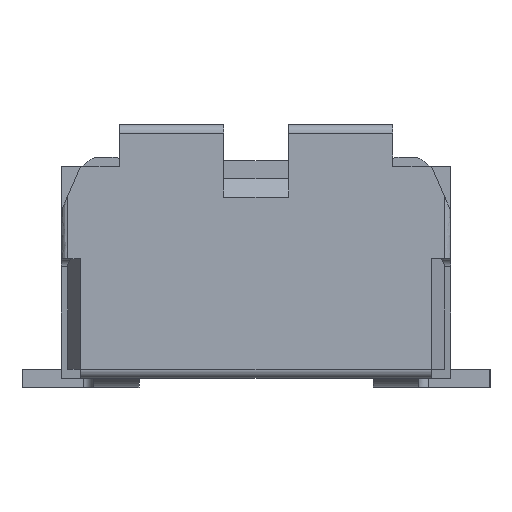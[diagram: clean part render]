
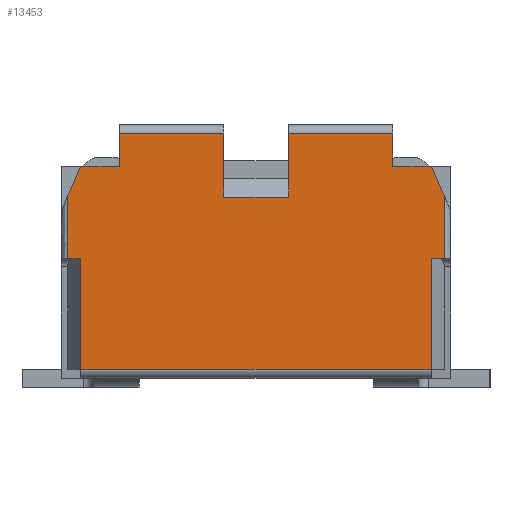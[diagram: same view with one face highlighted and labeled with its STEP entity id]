
A CAD part, left-side view. The second image highlights one B-rep face of the part: STEP entity #13453.
In plain terms, the highlighted planar face has unit normal (-1, 0, 0).
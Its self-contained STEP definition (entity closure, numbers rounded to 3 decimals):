
#1161=FACE_OUTER_BOUND('',#1893,.T.);
#1893=EDGE_LOOP('',(#10694,#10695,#10696,#10697,#10698,#10699,#10700,#10701,
#10702,#10703,#10704,#10705,#10706,#10707,#10708,#10709,#10710,#10711));
#2341=LINE('',#18316,#3863);
#2353=LINE('',#18345,#3875);
#3180=LINE('',#21585,#4702);
#3181=LINE('',#21588,#4703);
#3182=LINE('',#21590,#4704);
#3183=LINE('',#21592,#4705);
#3184=LINE('',#21594,#4706);
#3185=LINE('',#21596,#4707);
#3186=LINE('',#21598,#4708);
#3187=LINE('',#21600,#4709);
#3188=LINE('',#21602,#4710);
#3189=LINE('',#21604,#4711);
#3190=LINE('',#21606,#4712);
#3191=LINE('',#21608,#4713);
#3192=LINE('',#21610,#4714);
#3193=LINE('',#21612,#4715);
#3194=LINE('',#21614,#4716);
#3195=LINE('',#21615,#4717);
#3863=VECTOR('',#14799,1000.);
#3875=VECTOR('',#14817,1000.);
#4702=VECTOR('',#16900,716.717);
#4703=VECTOR('',#16905,716.717);
#4704=VECTOR('',#16906,716.717);
#4705=VECTOR('',#16907,1000.);
#4706=VECTOR('',#16908,716.717);
#4707=VECTOR('',#16909,933.418);
#4708=VECTOR('',#16910,1000.);
#4709=VECTOR('',#16911,716.717);
#4710=VECTOR('',#16912,1000.);
#4711=VECTOR('',#16913,716.717);
#4712=VECTOR('',#16914,1000.);
#4713=VECTOR('',#16915,716.717);
#4714=VECTOR('',#16916,1000.);
#4715=VECTOR('',#16917,933.418);
#4716=VECTOR('',#16918,716.717);
#4717=VECTOR('',#16919,1000.);
#5395=VERTEX_POINT('',#18313);
#5396=VERTEX_POINT('',#18315);
#5409=VERTEX_POINT('',#18342);
#5410=VERTEX_POINT('',#18344);
#6187=VERTEX_POINT('',#21584);
#6188=VERTEX_POINT('',#21589);
#6189=VERTEX_POINT('',#21591);
#6190=VERTEX_POINT('',#21593);
#6191=VERTEX_POINT('',#21595);
#6192=VERTEX_POINT('',#21597);
#6193=VERTEX_POINT('',#21599);
#6194=VERTEX_POINT('',#21601);
#6195=VERTEX_POINT('',#21603);
#6196=VERTEX_POINT('',#21605);
#6197=VERTEX_POINT('',#21607);
#6198=VERTEX_POINT('',#21609);
#6199=VERTEX_POINT('',#21611);
#6200=VERTEX_POINT('',#21613);
#6691=EDGE_CURVE('',#5395,#5396,#2341,.T.);
#6705=EDGE_CURVE('',#5410,#5409,#2353,.T.);
#7869=EDGE_CURVE('',#6187,#5396,#3180,.T.);
#7871=EDGE_CURVE('',#5395,#5410,#3181,.T.);
#7872=EDGE_CURVE('',#6188,#5409,#3182,.T.);
#7873=EDGE_CURVE('',#6188,#6189,#3183,.T.);
#7874=EDGE_CURVE('',#6189,#6190,#3184,.T.);
#7875=EDGE_CURVE('',#6191,#6190,#3185,.T.);
#7876=EDGE_CURVE('',#6192,#6191,#3186,.T.);
#7877=EDGE_CURVE('',#6193,#6192,#3187,.T.);
#7878=EDGE_CURVE('',#6194,#6193,#3188,.T.);
#7879=EDGE_CURVE('',#6194,#6195,#3189,.T.);
#7880=EDGE_CURVE('',#6195,#6196,#3190,.T.);
#7881=EDGE_CURVE('',#6196,#6197,#3191,.T.);
#7882=EDGE_CURVE('',#6197,#6198,#3192,.T.);
#7883=EDGE_CURVE('',#6198,#6199,#3193,.T.);
#7884=EDGE_CURVE('',#6200,#6199,#3194,.T.);
#7885=EDGE_CURVE('',#6187,#6200,#3195,.T.);
#10694=ORIENTED_EDGE('',*,*,#6691,.F.);
#10695=ORIENTED_EDGE('',*,*,#7871,.T.);
#10696=ORIENTED_EDGE('',*,*,#6705,.T.);
#10697=ORIENTED_EDGE('',*,*,#7872,.F.);
#10698=ORIENTED_EDGE('',*,*,#7873,.T.);
#10699=ORIENTED_EDGE('',*,*,#7874,.T.);
#10700=ORIENTED_EDGE('',*,*,#7875,.F.);
#10701=ORIENTED_EDGE('',*,*,#7876,.F.);
#10702=ORIENTED_EDGE('',*,*,#7877,.F.);
#10703=ORIENTED_EDGE('',*,*,#7878,.F.);
#10704=ORIENTED_EDGE('',*,*,#7879,.T.);
#10705=ORIENTED_EDGE('',*,*,#7880,.T.);
#10706=ORIENTED_EDGE('',*,*,#7881,.T.);
#10707=ORIENTED_EDGE('',*,*,#7882,.T.);
#10708=ORIENTED_EDGE('',*,*,#7883,.T.);
#10709=ORIENTED_EDGE('',*,*,#7884,.F.);
#10710=ORIENTED_EDGE('',*,*,#7885,.F.);
#10711=ORIENTED_EDGE('',*,*,#7869,.T.);
#12766=PLANE('',#14381);
#13453=ADVANCED_FACE('',(#1161),#12766,.F.);
#14381=AXIS2_PLACEMENT_3D('',#21587,#16903,#16904);
#14799=DIRECTION('',(0.,0.,1.));
#14817=DIRECTION('',(0.,0.,1.));
#16900=DIRECTION('',(0.,1.,0.));
#16903=DIRECTION('center_axis',(1.,0.,0.));
#16904=DIRECTION('ref_axis',(0.,0.,-1.));
#16905=DIRECTION('',(0.,1.,0.));
#16906=DIRECTION('',(0.,-1.,0.));
#16907=DIRECTION('',(0.,0.,-1.));
#16908=DIRECTION('',(0.,1.,0.));
#16909=DIRECTION('',(0.,-0.395,0.919));
#16910=DIRECTION('',(0.,0.,1.));
#16911=DIRECTION('',(0.,1.,0.));
#16912=DIRECTION('',(0.,0.,1.));
#16913=DIRECTION('',(0.,-1.,0.));
#16914=DIRECTION('',(0.,0.,1.));
#16915=DIRECTION('',(0.,-1.,0.));
#16916=DIRECTION('',(0.,0.,1.));
#16917=DIRECTION('',(0.,0.395,0.919));
#16918=DIRECTION('',(0.,-1.,0.));
#16919=DIRECTION('',(0.,0.,-1.));
#18313=CARTESIAN_POINT('',(-3.75,-0.287,1.05));
#18315=CARTESIAN_POINT('',(-3.75,-0.287,1.4));
#18316=CARTESIAN_POINT('',(-3.75,-0.287,1.05));
#18342=CARTESIAN_POINT('',(-3.75,0.072,1.4));
#18344=CARTESIAN_POINT('',(-3.75,0.072,1.05));
#18345=CARTESIAN_POINT('',(-3.75,0.072,1.05));
#21584=CARTESIAN_POINT('',(-3.75,-0.86,1.4));
#21585=CARTESIAN_POINT('',(-3.75,-0.108,1.4));
#21587=CARTESIAN_POINT('Origin',(-3.75,-0.108,1.22));
#21588=CARTESIAN_POINT('',(-3.75,-0.287,1.05));
#21589=CARTESIAN_POINT('',(-3.75,0.645,1.4));
#21590=CARTESIAN_POINT('',(-3.75,-0.108,1.4));
#21591=CARTESIAN_POINT('',(-3.75,0.645,1.22));
#21592=CARTESIAN_POINT('',(-3.75,0.645,1.45));
#21593=CARTESIAN_POINT('',(-3.75,0.86,1.22));
#21594=CARTESIAN_POINT('',(-3.75,-0.108,1.22));
#21595=CARTESIAN_POINT('',(-3.75,0.932,1.053));
#21596=CARTESIAN_POINT('',(-3.75,0.967,0.97));
#21597=CARTESIAN_POINT('',(-3.75,0.932,0.71));
#21598=CARTESIAN_POINT('',(-3.75,0.932,1.22));
#21599=CARTESIAN_POINT('',(-3.75,0.86,0.71));
#21600=CARTESIAN_POINT('',(-3.75,0.86,0.71));
#21601=CARTESIAN_POINT('',(-3.75,0.86,0.1));
#21602=CARTESIAN_POINT('',(-3.75,0.86,0.05));
#21603=CARTESIAN_POINT('',(-3.75,-1.075,0.1));
#21604=CARTESIAN_POINT('',(-3.75,-0.108,0.1));
#21605=CARTESIAN_POINT('',(-3.75,-1.075,0.71));
#21606=CARTESIAN_POINT('',(-3.75,-1.075,0.05));
#21607=CARTESIAN_POINT('',(-3.75,-1.147,0.71));
#21608=CARTESIAN_POINT('',(-3.75,-1.075,0.71));
#21609=CARTESIAN_POINT('',(-3.75,-1.147,1.053));
#21610=CARTESIAN_POINT('',(-3.75,-1.147,1.22));
#21611=CARTESIAN_POINT('',(-3.75,-1.075,1.22));
#21612=CARTESIAN_POINT('',(-3.75,-1.183,0.97));
#21613=CARTESIAN_POINT('',(-3.75,-0.86,1.22));
#21614=CARTESIAN_POINT('',(-3.75,-0.108,1.22));
#21615=CARTESIAN_POINT('',(-3.75,-0.86,1.45));
